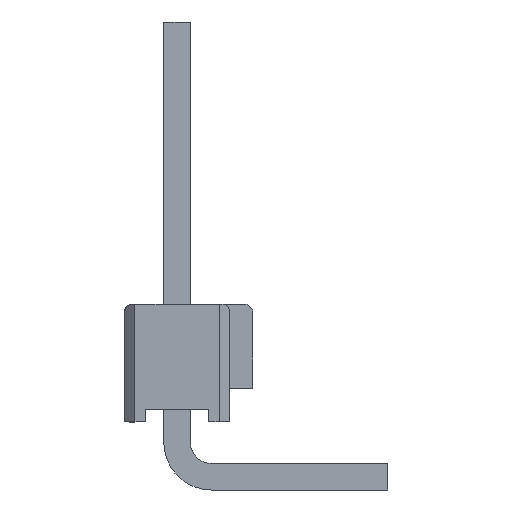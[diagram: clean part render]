
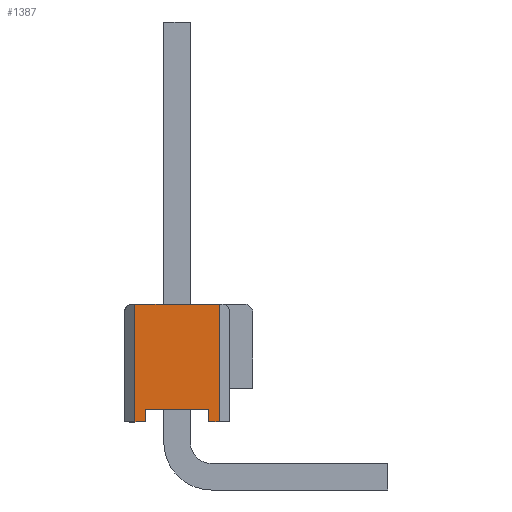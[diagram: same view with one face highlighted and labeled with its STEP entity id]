
A CAD part, left-side view. The second image highlights one B-rep face of the part: STEP entity #1387.
In plain terms, the highlighted planar face has unit normal (-1, 0, 0).
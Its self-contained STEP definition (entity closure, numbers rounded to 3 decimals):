
#65 = LINE ( 'NONE', #207, #5181 ) ;
#67 = ORIENTED_EDGE ( 'NONE', *, *, #1341, .F. ) ;
#207 = CARTESIAN_POINT ( 'NONE',  ( -5.08, 0.75, -2.5 ) ) ;
#221 = CARTESIAN_POINT ( 'NONE',  ( -5.08, 1., 0. ) ) ;
#344 = VERTEX_POINT ( 'NONE', #869 ) ;
#416 = VECTOR ( 'NONE', #5125, 1000. ) ;
#493 = CARTESIAN_POINT ( 'NONE',  ( -5.08, 0.75, -2.5 ) ) ;
#603 = EDGE_CURVE ( 'NONE', #4845, #2047, #5190, .T. ) ;
#623 = LINE ( 'NONE', #5162, #1556 ) ;
#768 = CARTESIAN_POINT ( 'NONE',  ( -5.08, -0.75, -2.5 ) ) ;
#811 = VECTOR ( 'NONE', #5030, 1000. ) ;
#869 = CARTESIAN_POINT ( 'NONE',  ( -5.08, -1., -2.8 ) ) ;
#978 = DIRECTION ( 'NONE',  ( 0., 0., -1. ) ) ;
#990 = EDGE_CURVE ( 'NONE', #344, #1590, #623, .T. ) ;
#1036 = ORIENTED_EDGE ( 'NONE', *, *, #2841, .F. ) ;
#1099 = VERTEX_POINT ( 'NONE', #2302 ) ;
#1122 = VECTOR ( 'NONE', #3291, 1000. ) ;
#1229 = CARTESIAN_POINT ( 'NONE',  ( -5.08, 1.05, 0. ) ) ;
#1341 = EDGE_CURVE ( 'NONE', #1590, #3301, #3220, .T. ) ;
#1371 = CARTESIAN_POINT ( 'NONE',  ( -5.08, 0., 0. ) ) ;
#1387 = ADVANCED_FACE ( 'NONE', ( #4025 ), #3007, .F. ) ;
#1427 = CARTESIAN_POINT ( 'NONE',  ( -5.08, 1., -2.8 ) ) ;
#1556 = VECTOR ( 'NONE', #1804, 1000. ) ;
#1561 = EDGE_CURVE ( 'NONE', #1099, #344, #2216, .T. ) ;
#1590 = VERTEX_POINT ( 'NONE', #3652 ) ;
#1600 = LINE ( 'NONE', #1229, #2570 ) ;
#1710 = CARTESIAN_POINT ( 'NONE',  ( -5.08, -0.75, -2.5 ) ) ;
#1749 = ORIENTED_EDGE ( 'NONE', *, *, #4833, .F. ) ;
#1804 = DIRECTION ( 'NONE',  ( 0., 1., 0. ) ) ;
#2047 = VERTEX_POINT ( 'NONE', #2409 ) ;
#2114 = CARTESIAN_POINT ( 'NONE',  ( -5.08, 0.75, -2.8 ) ) ;
#2132 = DIRECTION ( 'NONE',  ( 0., 1., 0. ) ) ;
#2216 = LINE ( 'NONE', #2485, #1122 ) ;
#2237 = AXIS2_PLACEMENT_3D ( 'NONE', #1371, #3789, #978 ) ;
#2302 = CARTESIAN_POINT ( 'NONE',  ( -5.08, -1., 0. ) ) ;
#2319 = CARTESIAN_POINT ( 'NONE',  ( -5.08, 0.75, -2.8 ) ) ;
#2409 = CARTESIAN_POINT ( 'NONE',  ( -5.08, 1., 0. ) ) ;
#2485 = CARTESIAN_POINT ( 'NONE',  ( -5.08, -1., 0. ) ) ;
#2570 = VECTOR ( 'NONE', #2863, 1000. ) ;
#2620 = CARTESIAN_POINT ( 'NONE',  ( -5.08, -0.75, -2.8 ) ) ;
#2648 = DIRECTION ( 'NONE',  ( 0., 0., -1. ) ) ;
#2841 = EDGE_CURVE ( 'NONE', #3301, #2851, #5222, .T. ) ;
#2851 = VERTEX_POINT ( 'NONE', #493 ) ;
#2863 = DIRECTION ( 'NONE',  ( 0., -1., 0. ) ) ;
#3007 = PLANE ( 'NONE',  #2237 ) ;
#3059 = VECTOR ( 'NONE', #3856, 1000. ) ;
#3087 = VECTOR ( 'NONE', #2132, 1000. ) ;
#3174 = ORIENTED_EDGE ( 'NONE', *, *, #5200, .F. ) ;
#3220 = LINE ( 'NONE', #2620, #811 ) ;
#3278 = EDGE_LOOP ( 'NONE', ( #1036, #67, #3871, #3309, #3174, #3829, #3406, #1749 ) ) ;
#3291 = DIRECTION ( 'NONE',  ( 0., 0., -1. ) ) ;
#3301 = VERTEX_POINT ( 'NONE', #768 ) ;
#3309 = ORIENTED_EDGE ( 'NONE', *, *, #1561, .F. ) ;
#3406 = ORIENTED_EDGE ( 'NONE', *, *, #4930, .F. ) ;
#3511 = LINE ( 'NONE', #2319, #416 ) ;
#3652 = CARTESIAN_POINT ( 'NONE',  ( -5.08, -0.75, -2.8 ) ) ;
#3789 = DIRECTION ( 'NONE',  ( 1., 0., 0. ) ) ;
#3829 = ORIENTED_EDGE ( 'NONE', *, *, #603, .F. ) ;
#3856 = DIRECTION ( 'NONE',  ( 0., 0., 1. ) ) ;
#3871 = ORIENTED_EDGE ( 'NONE', *, *, #990, .F. ) ;
#4025 = FACE_OUTER_BOUND ( 'NONE', #3278, .T. ) ;
#4601 = VERTEX_POINT ( 'NONE', #2114 ) ;
#4833 = EDGE_CURVE ( 'NONE', #2851, #4601, #65, .T. ) ;
#4845 = VERTEX_POINT ( 'NONE', #1427 ) ;
#4930 = EDGE_CURVE ( 'NONE', #4601, #4845, #3511, .T. ) ;
#5030 = DIRECTION ( 'NONE',  ( 0., 0., 1. ) ) ;
#5125 = DIRECTION ( 'NONE',  ( 0., 1., 0. ) ) ;
#5162 = CARTESIAN_POINT ( 'NONE',  ( -5.08, -0.75, -2.8 ) ) ;
#5181 = VECTOR ( 'NONE', #2648, 1000. ) ;
#5190 = LINE ( 'NONE', #221, #3059 ) ;
#5200 = EDGE_CURVE ( 'NONE', #2047, #1099, #1600, .T. ) ;
#5222 = LINE ( 'NONE', #1710, #3087 ) ;
